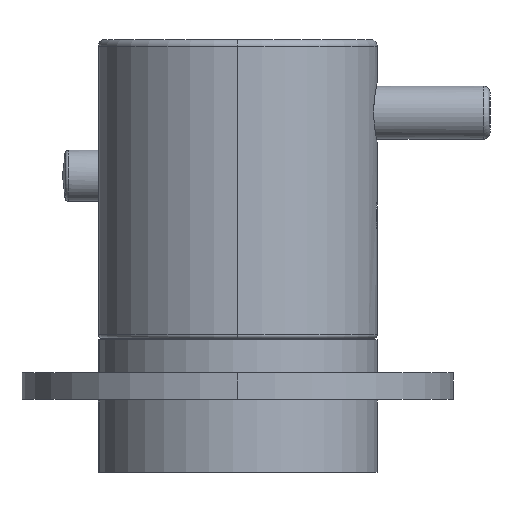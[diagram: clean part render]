
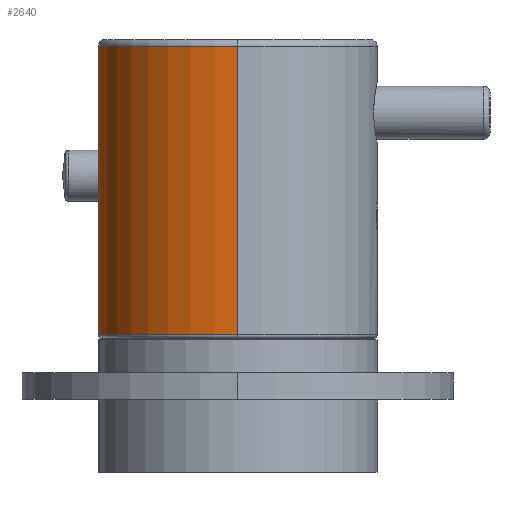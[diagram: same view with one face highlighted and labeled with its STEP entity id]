
A CAD part, left-side view. The second image highlights one B-rep face of the part: STEP entity #2640.
In plain terms, the highlighted cylindrical face has radius 21 mm (diameter 42 mm), a partial arc.
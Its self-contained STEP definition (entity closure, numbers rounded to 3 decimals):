
#150 = CIRCLE ( 'NONE', #1249, 21. ) ;
#192 = CARTESIAN_POINT ( 'NONE',  ( -21., 0., 0.5 ) ) ;
#275 = DIRECTION ( 'NONE',  ( 0., 0., -1. ) ) ;
#482 = AXIS2_PLACEMENT_3D ( 'NONE', #2882, #3750, #1100 ) ;
#528 = CYLINDRICAL_SURFACE ( 'NONE', #482, 21. ) ;
#566 = DIRECTION ( 'NONE',  ( 0., 0., -1. ) ) ;
#583 = CARTESIAN_POINT ( 'NONE',  ( -21., 0., 45. ) ) ;
#609 = VECTOR ( 'NONE', #566, 1000. ) ;
#766 = CARTESIAN_POINT ( 'NONE',  ( -21., 0., 44. ) ) ;
#789 = FACE_OUTER_BOUND ( 'NONE', #3538, .T. ) ;
#827 = LINE ( 'NONE', #3214, #1640 ) ;
#899 = ORIENTED_EDGE ( 'NONE', *, *, #2641, .T. ) ;
#1100 = DIRECTION ( 'NONE',  ( -1., 0., 0. ) ) ;
#1135 = ORIENTED_EDGE ( 'NONE', *, *, #2663, .F. ) ;
#1249 = AXIS2_PLACEMENT_3D ( 'NONE', #2270, #1691, #1945 ) ;
#1486 = ORIENTED_EDGE ( 'NONE', *, *, #1863, .T. ) ;
#1640 = VECTOR ( 'NONE', #275, 1000. ) ;
#1691 = DIRECTION ( 'NONE',  ( 0., 0., -1. ) ) ;
#1751 = EDGE_CURVE ( 'NONE', #2737, #2583, #150, .T. ) ;
#1863 = EDGE_CURVE ( 'NONE', #1917, #3573, #2220, .T. ) ;
#1917 = VERTEX_POINT ( 'NONE', #2043 ) ;
#1945 = DIRECTION ( 'NONE',  ( 1., 0., 0. ) ) ;
#2043 = CARTESIAN_POINT ( 'NONE',  ( 21., 0., 0.5 ) ) ;
#2220 = CIRCLE ( 'NONE', #3699, 21. ) ;
#2265 = LINE ( 'NONE', #583, #609 ) ;
#2270 = CARTESIAN_POINT ( 'NONE',  ( 0., 0., 44. ) ) ;
#2297 = CARTESIAN_POINT ( 'NONE',  ( 0., 0., 0.5 ) ) ;
#2319 = CARTESIAN_POINT ( 'NONE',  ( 21., 0., 44. ) ) ;
#2583 = VERTEX_POINT ( 'NONE', #2319 ) ;
#2640 = ADVANCED_FACE ( 'NONE', ( #789 ), #528, .T. ) ;
#2641 = EDGE_CURVE ( 'NONE', #2583, #1917, #827, .T. ) ;
#2663 = EDGE_CURVE ( 'NONE', #2737, #3573, #2265, .T. ) ;
#2737 = VERTEX_POINT ( 'NONE', #766 ) ;
#2882 = CARTESIAN_POINT ( 'NONE',  ( 0., 0., 45. ) ) ;
#2899 = DIRECTION ( 'NONE',  ( 1., 0., 0. ) ) ;
#3134 = DIRECTION ( 'NONE',  ( 0., 0., 1. ) ) ;
#3214 = CARTESIAN_POINT ( 'NONE',  ( 21., 0., 45. ) ) ;
#3306 = ORIENTED_EDGE ( 'NONE', *, *, #1751, .T. ) ;
#3538 = EDGE_LOOP ( 'NONE', ( #3306, #899, #1486, #1135 ) ) ;
#3573 = VERTEX_POINT ( 'NONE', #192 ) ;
#3699 = AXIS2_PLACEMENT_3D ( 'NONE', #2297, #3134, #2899 ) ;
#3750 = DIRECTION ( 'NONE',  ( 0., 0., -1. ) ) ;
